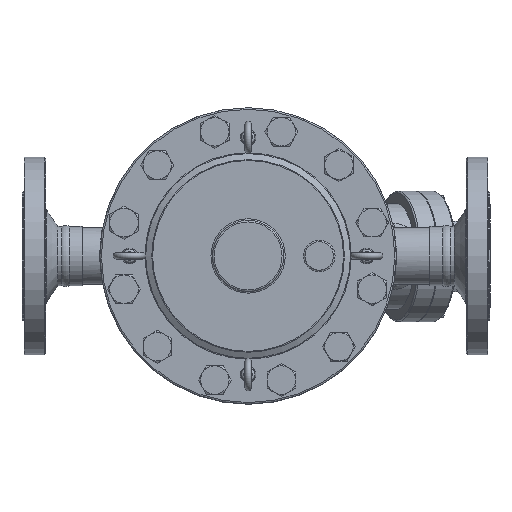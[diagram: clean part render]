
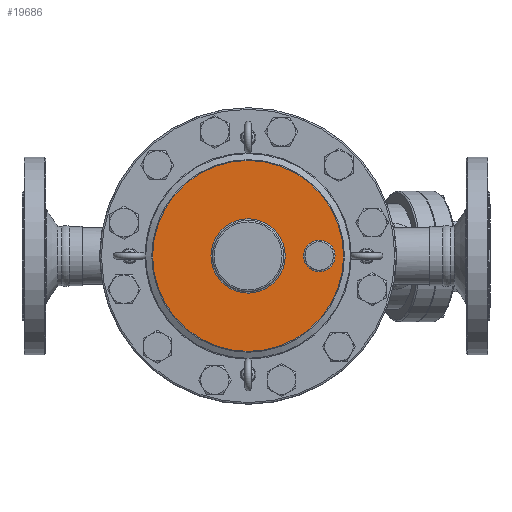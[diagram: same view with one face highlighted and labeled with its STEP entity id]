
A CAD part, top view. The second image highlights one B-rep face of the part: STEP entity #19686.
In plain terms, the highlighted planar face has unit normal (0, 0, 1).
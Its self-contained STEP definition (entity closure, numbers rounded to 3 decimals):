
#19624=CARTESIAN_POINT('',(110.0,0.,76.));
#19625=VERTEX_POINT('',#19624);
#19626=CARTESIAN_POINT('',(90.0,0.0,76.));
#19627=DIRECTION('',(0.0,0.0,1.0));
#19628=DIRECTION('',(-1.0,0.0,0.0));
#19629=AXIS2_PLACEMENT_3D('',#19626,#19627,#19628);
#19630=CIRCLE('',#19629,20.0);
#19631=EDGE_CURVE('',#19625,#19625,#19630,.T.);
#19656=CARTESIAN_POINT('',(60.67,0.0,76.));
#19657=DIRECTION('',(0.0,0.0,1.0));
#19658=DIRECTION('',(1.0,0.0,0.0));
#19659=AXIS2_PLACEMENT_3D('',#19656,#19657,#19658);
#19660=PLANE('',#19659);
#19661=CARTESIAN_POINT('',(120.804,0.,76.));
#19662=VERTEX_POINT('',#19661);
#19663=CARTESIAN_POINT('',(0.,0.0,76.));
#19664=DIRECTION('',(0.0,0.0,-1.0));
#19665=DIRECTION('',(-1.0,0.0,0.0));
#19666=AXIS2_PLACEMENT_3D('',#19663,#19664,#19665);
#19667=CIRCLE('',#19666,120.804);
#19668=EDGE_CURVE('',#19662,#19662,#19667,.T.);
#19669=ORIENTED_EDGE('',*,*,#19668,.F.);
#19670=EDGE_LOOP('',(#19669));
#19671=FACE_OUTER_BOUND('',#19670,.T.);
#19672=CARTESIAN_POINT('',(47.0,0.,76.));
#19673=VERTEX_POINT('',#19672);
#19674=CARTESIAN_POINT('',(0.,0.0,76.));
#19675=DIRECTION('',(0.0,0.0,1.0));
#19676=DIRECTION('',(-1.0,0.0,0.0));
#19677=AXIS2_PLACEMENT_3D('',#19674,#19675,#19676);
#19678=CIRCLE('',#19677,47.0);
#19679=EDGE_CURVE('',#19673,#19673,#19678,.T.);
#19680=ORIENTED_EDGE('',*,*,#19679,.F.);
#19681=EDGE_LOOP('',(#19680));
#19682=FACE_BOUND('',#19681,.T.);
#19683=ORIENTED_EDGE('',*,*,#19631,.F.);
#19684=EDGE_LOOP('',(#19683));
#19685=FACE_BOUND('',#19684,.T.);
#19686=ADVANCED_FACE('',(#19671,#19682,#19685),#19660,.T.);
